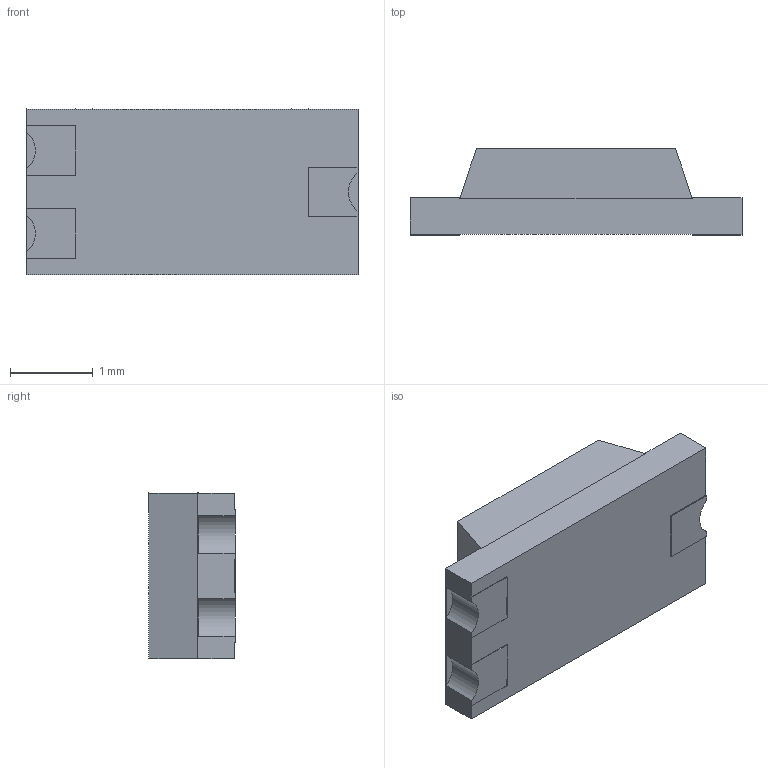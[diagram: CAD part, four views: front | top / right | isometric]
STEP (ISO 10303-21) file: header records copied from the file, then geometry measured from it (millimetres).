
FILE_DESCRIPTION (( 'STEP AP214' ), '1' );
FILE_NAME ('User Library-temt 6000.STEP', '2018-11-12T10:26:11', ( '' ), ( '' ), 'SwSTEP 2.0', 'SolidWorks 2018', '' );
FILE_SCHEMA (( 'AUTOMOTIVE_DESIGN' ));
Length unit declared in the file: inch
Products named in the file (1): User Library-temt 6000
Bounding box: 4 x 1.04 x 2 mm (x, y, z)
Volume: 6.7 mm3; surface area: 38.2 mm2
Topology: 2 solids, 2 shells, 39 faces, 102 edges, 68 vertices
Faces by surface type: plane 36, cylinder 3
Entity records: 1740 total; most frequent: CARTESIAN_POINT 210, ORIENTED_EDGE 204, DIRECTION 188, EDGE_CURVE 102, LINE 96, VECTOR 96, VERTEX_POINT 68, AXIS2_PLACEMENT_3D 46
